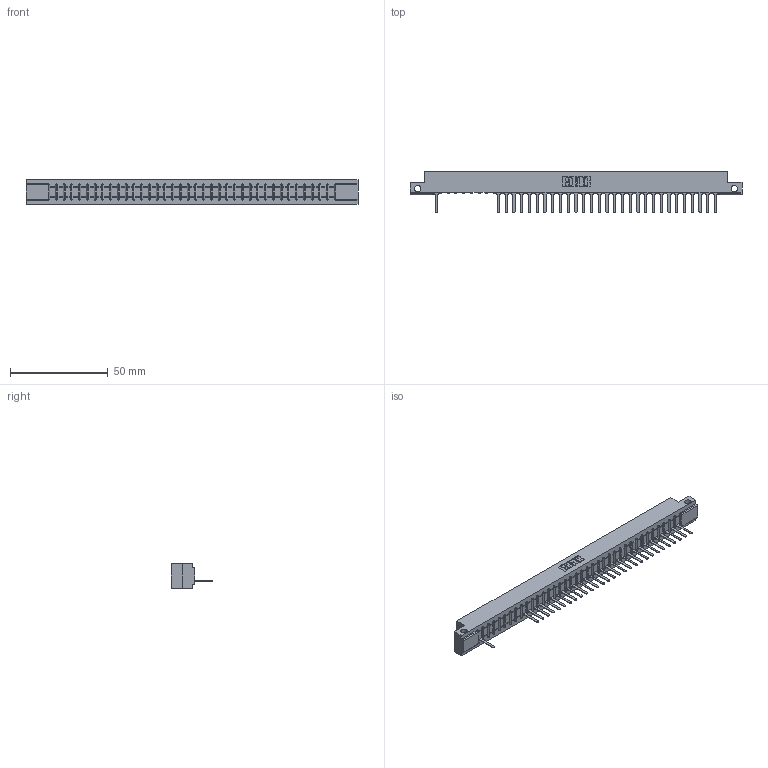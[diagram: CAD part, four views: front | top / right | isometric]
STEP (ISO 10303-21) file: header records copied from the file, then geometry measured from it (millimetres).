
FILE_DESCRIPTION (( 'STEP AP203' ), '1' );
FILE_NAME ('307-037-527-112.STEP', '2018-08-05T09:35:26', ( '' ), ( '' ), 'SwSTEP 2.0', 'SolidWorks 2016', '' );
FILE_SCHEMA (( 'CONFIG_CONTROL_DESIGN' ));
Length unit declared in the file: inch
Products named in the file (3): 307 Part_.128 Dia Side Mounting Holes; 307-290-001_527; 307-037-527-112
Assembly tree (31 placements, depth 2):
  307-037-527-112
    307 Part_.128 Dia Side Mounting Holes
    307-290-001_527  x30
Bounding box: 169.62 x 21.11 x 12.7 mm (x, y, z)
Volume: 17356 mm3; surface area: 17716.5 mm2
Topology: 31 solids, 31 shells, 1976 faces, 5631 edges, 3610 vertices
Faces by surface type: plane 1264, cylinder 636, sphere 76
Entity records: 32082 total; most frequent: CARTESIAN_POINT 5433, ORIENTED_EDGE 5426, DIRECTION 5279, EDGE_CURVE 2713, LINE 2079, VECTOR 2079, VERTEX_POINT 1754, AXIS2_PLACEMENT_3D 1600
